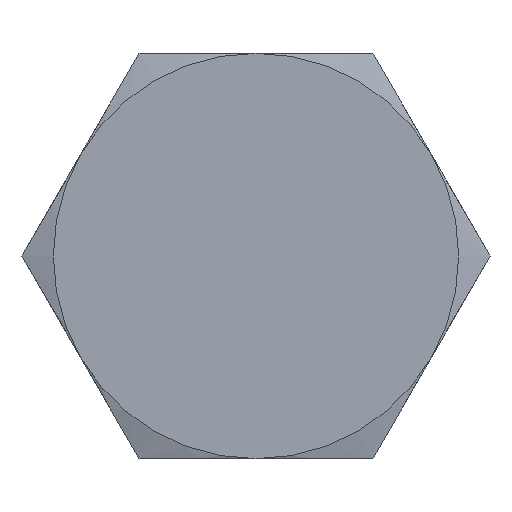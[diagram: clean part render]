
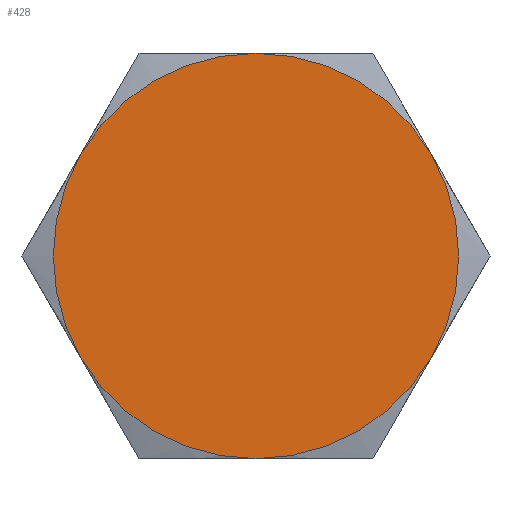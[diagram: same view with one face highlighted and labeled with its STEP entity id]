
A CAD part, left-side view. The second image highlights one B-rep face of the part: STEP entity #428.
In plain terms, the highlighted planar face has unit normal (-1, 0, 0).
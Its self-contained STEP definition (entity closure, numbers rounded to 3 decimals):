
#172=ORIENTED_EDGE('',*,*,#228,.F.);
#173=ORIENTED_EDGE('',*,*,#227,.F.);
#174=ORIENTED_EDGE('',*,*,#226,.F.);
#175=ORIENTED_EDGE('',*,*,#229,.F.);
#176=ORIENTED_EDGE('',*,*,#225,.F.);
#177=ORIENTED_EDGE('',*,*,#224,.F.);
#224=EDGE_CURVE('',#260,#257,#279,.T.);
#225=EDGE_CURVE('',#257,#267,#280,.T.);
#226=EDGE_CURVE('',#266,#264,#281,.T.);
#227=EDGE_CURVE('',#264,#262,#282,.T.);
#228=EDGE_CURVE('',#262,#260,#283,.T.);
#229=EDGE_CURVE('',#267,#266,#284,.T.);
#257=VERTEX_POINT('',#769);
#260=VERTEX_POINT('',#783);
#262=VERTEX_POINT('',#795);
#264=VERTEX_POINT('',#807);
#266=VERTEX_POINT('',#819);
#267=VERTEX_POINT('',#830);
#279=CIRCLE('',#477,7.);
#280=CIRCLE('',#479,7.);
#281=CIRCLE('',#481,7.);
#282=CIRCLE('',#483,7.);
#283=CIRCLE('',#485,7.);
#284=CIRCLE('',#487,7.);
#335=EDGE_LOOP('',(#172,#173,#174,#175,#176,#177));
#388=FACE_BOUND('',#335,.T.);
#400=PLANE('',#486);
#428=ADVANCED_FACE('',(#388),#400,.F.);
#477=AXIS2_PLACEMENT_3D('',#836,#571,#572);
#479=AXIS2_PLACEMENT_3D('',#838,#575,#576);
#481=AXIS2_PLACEMENT_3D('',#840,#579,#580);
#483=AXIS2_PLACEMENT_3D('',#842,#583,#584);
#485=AXIS2_PLACEMENT_3D('',#844,#587,#588);
#486=AXIS2_PLACEMENT_3D('',#845,#589,#590);
#487=AXIS2_PLACEMENT_3D('',#846,#591,#592);
#571=DIRECTION('',(1.,0.,0.));
#572=DIRECTION('',(0.,0.,-1.));
#575=DIRECTION('',(1.,0.,0.));
#576=DIRECTION('',(0.,0.,-1.));
#579=DIRECTION('',(1.,0.,0.));
#580=DIRECTION('',(0.,0.,-1.));
#583=DIRECTION('',(1.,0.,0.));
#584=DIRECTION('',(0.,0.,-1.));
#587=DIRECTION('',(1.,0.,0.));
#588=DIRECTION('',(0.,0.,-1.));
#589=DIRECTION('',(1.,0.,0.));
#590=DIRECTION('',(0.,0.,-1.));
#591=DIRECTION('',(1.,0.,0.));
#592=DIRECTION('',(0.,0.,-1.));
#769=CARTESIAN_POINT('',(-4.6,0.,7.));
#783=CARTESIAN_POINT('',(-4.6,6.062,3.5));
#795=CARTESIAN_POINT('',(-4.6,6.062,-3.5));
#807=CARTESIAN_POINT('',(-4.6,0.,-7.));
#819=CARTESIAN_POINT('',(-4.6,-6.062,-3.5));
#830=CARTESIAN_POINT('',(-4.6,-6.062,3.5));
#836=CARTESIAN_POINT('',(-4.6,0.,0.));
#838=CARTESIAN_POINT('',(-4.6,0.,0.));
#840=CARTESIAN_POINT('',(-4.6,0.,0.));
#842=CARTESIAN_POINT('',(-4.6,0.,0.));
#844=CARTESIAN_POINT('',(-4.6,0.,0.));
#845=CARTESIAN_POINT('',(-4.6,0.,0.));
#846=CARTESIAN_POINT('',(-4.6,0.,0.));
